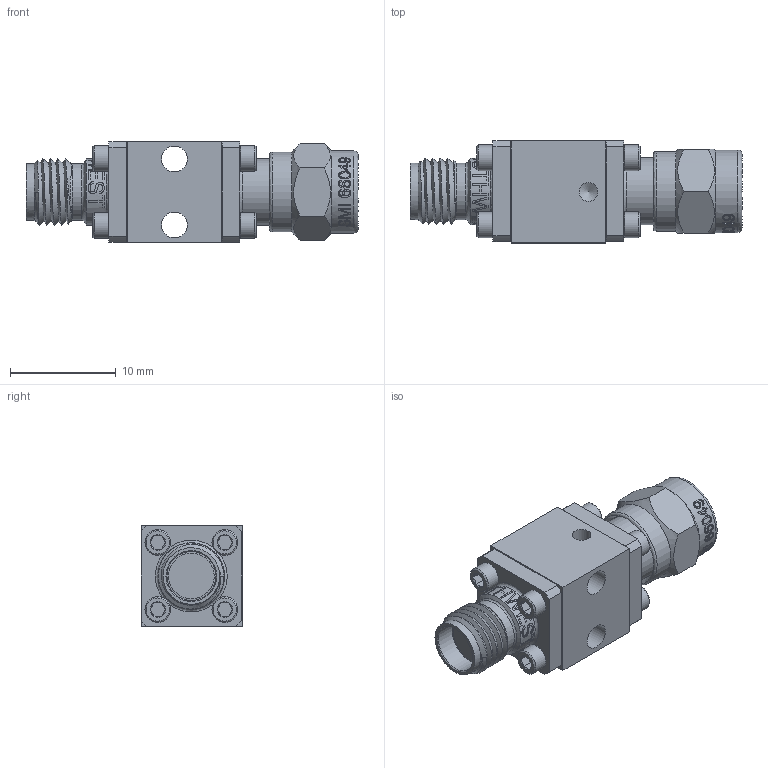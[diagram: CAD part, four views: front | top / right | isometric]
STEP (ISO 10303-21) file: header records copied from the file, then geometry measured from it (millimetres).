
FILE_DESCRIPTION (( 'STEP AP203' ), '1' );
FILE_NAME ('200662-XX CRYO ATTENUATOR.STEP', '2022-01-28T21:15:07', ( '' ), ( '' ), 'SwSTEP 2.0', 'SolidWorks 2016', '' );
FILE_SCHEMA (( 'CONFIG_CONTROL_DESIGN' ));
Length unit declared in the file: inch
Products named in the file (1): 200662-XX CRYO ATTENUATOR
Bounding box: 31.43 x 9.65 x 9.65 mm (x, y, z)
Surface area: 2725 mm2 (no closed solid volume)
Topology: 0 solids, 18 shells, 573 faces, 1371 edges, 875 vertices
Faces by surface type: plane 243, cylinder 141, cone 117, bspline 72
Full cylindrical faces by diameter (mm): 1.191 x10, 1.524 x2, 1.626 x2, 1.702 x4, 1.753 x4, 1.778 x1, 2.438 x10, 3.175 x2, 4.547 x1, 4.623 x1, 4.966 x1, 5.347 x2, 5.491 x1, 6.286 x1, 6.331 x2, 6.477 x2, 6.528 x1, 7.163 x1, 7.544 x1, 7.811 x1
Entity records: 35568 total; most frequent: CARTESIAN_POINT 23979, ORIENTED_EDGE 2356, DIRECTION 2145, EDGE_CURVE 1180, AXIS2_PLACEMENT_3D 839, VERTEX_POINT 807, EDGE_LOOP 761, FACE_OUTER_BOUND 633
